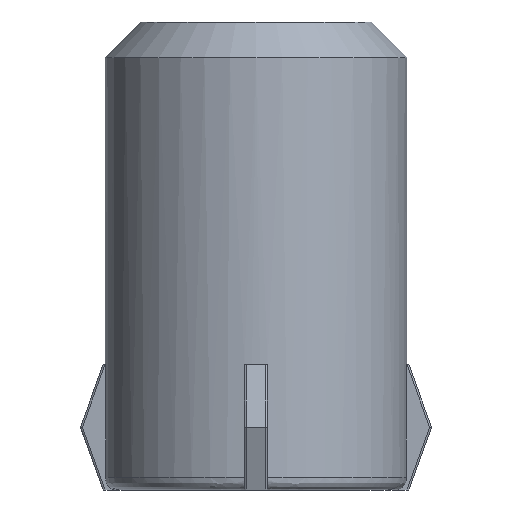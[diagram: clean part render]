
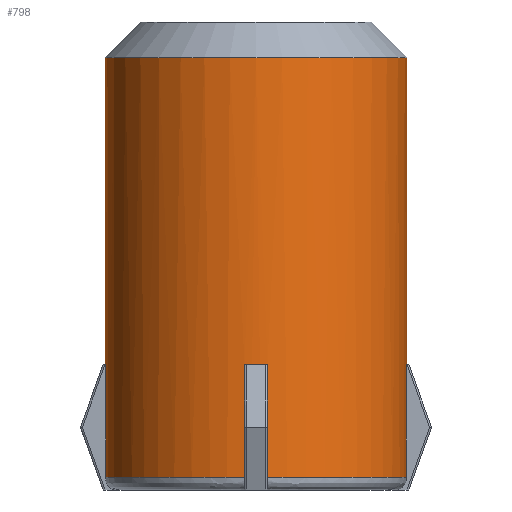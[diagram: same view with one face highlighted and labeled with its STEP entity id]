
A CAD part, front view. The second image highlights one B-rep face of the part: STEP entity #798.
In plain terms, the highlighted cylindrical face has radius 11.79 mm (diameter 23.58 mm), a full revolution.
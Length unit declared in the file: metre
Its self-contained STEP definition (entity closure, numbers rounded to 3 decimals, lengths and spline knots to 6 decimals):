
#20=B_SPLINE_CURVE_WITH_KNOTS('',3,(#1308,#1309,#1310,#1311,#1312),
 .UNSPECIFIED.,.F.,.F.,(4,1,4),(0.,0.5,1.),.UNSPECIFIED.);
#21=B_SPLINE_CURVE_WITH_KNOTS('',3,(#1317,#1318,#1319,#1320,#1321),
 .UNSPECIFIED.,.F.,.F.,(4,1,4),(0.,0.5,1.),.UNSPECIFIED.);
#22=B_SPLINE_CURVE_WITH_KNOTS('',3,(#1326,#1327,#1328,#1329,#1330),
 .UNSPECIFIED.,.F.,.F.,(4,1,4),(0.,0.5,1.),.UNSPECIFIED.);
#23=B_SPLINE_CURVE_WITH_KNOTS('',3,(#1335,#1336,#1337,#1338,#1339),
 .UNSPECIFIED.,.F.,.F.,(4,1,4),(0.,0.5,1.),.UNSPECIFIED.);
#49=CYLINDRICAL_SURFACE('',#886,0.01179);
#119=LINE('',#1286,#187);
#120=LINE('',#1288,#188);
#123=LINE('',#1304,#191);
#124=LINE('',#1314,#192);
#125=LINE('',#1315,#193);
#126=LINE('',#1323,#194);
#127=LINE('',#1324,#195);
#128=LINE('',#1332,#196);
#187=VECTOR('',#1054,1.);
#188=VECTOR('',#1057,1.);
#191=VECTOR('',#1062,1.);
#192=VECTOR('',#1067,1.);
#193=VECTOR('',#1068,1.);
#194=VECTOR('',#1069,1.);
#195=VECTOR('',#1070,1.);
#196=VECTOR('',#1071,1.);
#314=ORIENTED_EDGE('',*,*,#526,.T.);
#315=ORIENTED_EDGE('',*,*,#525,.T.);
#316=ORIENTED_EDGE('',*,*,#527,.T.);
#317=ORIENTED_EDGE('',*,*,#528,.F.);
#318=ORIENTED_EDGE('',*,*,#454,.T.);
#319=ORIENTED_EDGE('',*,*,#529,.T.);
#320=ORIENTED_EDGE('',*,*,#530,.T.);
#321=ORIENTED_EDGE('',*,*,#531,.F.);
#322=ORIENTED_EDGE('',*,*,#460,.T.);
#323=ORIENTED_EDGE('',*,*,#532,.T.);
#324=ORIENTED_EDGE('',*,*,#533,.T.);
#325=ORIENTED_EDGE('',*,*,#534,.F.);
#326=ORIENTED_EDGE('',*,*,#535,.T.);
#327=ORIENTED_EDGE('',*,*,#519,.T.);
#328=ORIENTED_EDGE('',*,*,#536,.T.);
#329=ORIENTED_EDGE('',*,*,#520,.F.);
#330=ORIENTED_EDGE('',*,*,#448,.T.);
#448=EDGE_CURVE('',#565,#566,#642,.T.);
#454=EDGE_CURVE('',#571,#572,#643,.T.);
#460=EDGE_CURVE('',#577,#578,#644,.T.);
#519=EDGE_CURVE('',#619,#621,#119,.T.);
#520=EDGE_CURVE('',#565,#622,#120,.T.);
#525=EDGE_CURVE('',#566,#625,#123,.T.);
#526=EDGE_CURVE('',#626,#626,#645,.F.);
#527=EDGE_CURVE('',#625,#627,#20,.T.);
#528=EDGE_CURVE('',#571,#627,#124,.T.);
#529=EDGE_CURVE('',#572,#628,#125,.T.);
#530=EDGE_CURVE('',#628,#629,#21,.T.);
#531=EDGE_CURVE('',#577,#629,#126,.T.);
#532=EDGE_CURVE('',#578,#630,#127,.T.);
#533=EDGE_CURVE('',#630,#631,#22,.T.);
#534=EDGE_CURVE('',#632,#631,#128,.T.);
#535=EDGE_CURVE('',#632,#619,#646,.T.);
#536=EDGE_CURVE('',#621,#622,#23,.T.);
#565=VERTEX_POINT('',#1137);
#566=VERTEX_POINT('',#1138);
#571=VERTEX_POINT('',#1150);
#572=VERTEX_POINT('',#1151);
#577=VERTEX_POINT('',#1163);
#578=VERTEX_POINT('',#1164);
#619=VERTEX_POINT('',#1278);
#621=VERTEX_POINT('',#1285);
#622=VERTEX_POINT('',#1289);
#625=VERTEX_POINT('',#1303);
#626=VERTEX_POINT('',#1307);
#627=VERTEX_POINT('',#1313);
#628=VERTEX_POINT('',#1316);
#629=VERTEX_POINT('',#1322);
#630=VERTEX_POINT('',#1325);
#631=VERTEX_POINT('',#1331);
#632=VERTEX_POINT('',#1333);
#642=CIRCLE('',#838,0.01179);
#643=CIRCLE('',#842,0.01179);
#644=CIRCLE('',#846,0.01179);
#645=CIRCLE('',#887,0.01179);
#646=CIRCLE('',#888,0.01179);
#673=EDGE_LOOP('',(#314));
#674=EDGE_LOOP('',(#315,#316,#317,#318,#319,#320,#321,#322,#323,#324,#325,
#326,#327,#328,#329,#330));
#725=FACE_BOUND('',#673,.T.);
#726=FACE_BOUND('',#674,.T.);
#798=ADVANCED_FACE('',(#725,#726),#49,.T.);
#838=AXIS2_PLACEMENT_3D('',#1136,#919,#920);
#842=AXIS2_PLACEMENT_3D('',#1149,#930,#931);
#846=AXIS2_PLACEMENT_3D('',#1162,#941,#942);
#886=AXIS2_PLACEMENT_3D('',#1305,#1063,#1064);
#887=AXIS2_PLACEMENT_3D('',#1306,#1065,#1066);
#888=AXIS2_PLACEMENT_3D('',#1334,#1072,#1073);
#919=DIRECTION('',(0.,0.,1.));
#920=DIRECTION('',(1.,0.,0.));
#930=DIRECTION('',(0.,0.,1.));
#931=DIRECTION('',(1.,0.,0.));
#941=DIRECTION('',(0.,0.,1.));
#942=DIRECTION('',(1.,0.,0.));
#1054=DIRECTION('',(0.,0.,-1.));
#1057=DIRECTION('',(0.,0.,-1.));
#1062=DIRECTION('',(0.,0.,-1.));
#1063=DIRECTION('',(0.,0.,-1.));
#1064=DIRECTION('',(-1.,0.,0.));
#1065=DIRECTION('',(0.,0.,1.));
#1066=DIRECTION('',(1.,0.,0.));
#1067=DIRECTION('',(0.,0.,-1.));
#1068=DIRECTION('',(0.,0.,-1.));
#1069=DIRECTION('',(0.,0.,-1.));
#1070=DIRECTION('',(0.,0.,-1.));
#1071=DIRECTION('',(0.,0.,-1.));
#1072=DIRECTION('',(0.,0.,1.));
#1073=DIRECTION('',(1.,0.,0.));
#1136=CARTESIAN_POINT('',(-0.03537,-0.18596,0.0098));
#1137=CARTESIAN_POINT('',(-0.034569,-0.174197,0.0098));
#1138=CARTESIAN_POINT('',(-0.036369,-0.174213,0.0098));
#1149=CARTESIAN_POINT('',(-0.03537,-0.18596,0.0098));
#1150=CARTESIAN_POINT('',(-0.047125,-0.18506,0.0098));
#1151=CARTESIAN_POINT('',(-0.047125,-0.18686,0.0098));
#1162=CARTESIAN_POINT('',(-0.03537,-0.18596,0.0098));
#1163=CARTESIAN_POINT('',(-0.03627,-0.197716,0.0098));
#1164=CARTESIAN_POINT('',(-0.03447,-0.197716,0.0098));
#1278=CARTESIAN_POINT('',(-0.023614,-0.18506,0.0098));
#1285=CARTESIAN_POINT('',(-0.023614,-0.18506,0.001));
#1286=CARTESIAN_POINT('',(-0.023614,-0.18506,0.0098));
#1288=CARTESIAN_POINT('',(-0.034569,-0.174197,0.0098));
#1289=CARTESIAN_POINT('',(-0.034569,-0.174198,0.001));
#1303=CARTESIAN_POINT('',(-0.036369,-0.174213,0.001));
#1304=CARTESIAN_POINT('',(-0.036369,-0.174213,0.0098));
#1305=CARTESIAN_POINT('',(-0.03537,-0.18596,0.0098));
#1306=CARTESIAN_POINT('',(-0.03537,-0.18596,0.0338));
#1307=CARTESIAN_POINT('',(-0.02358,-0.18596,0.0338));
#1308=CARTESIAN_POINT('',(-0.036369,-0.174213,0.001));
#1309=CARTESIAN_POINT('',(-0.039129,-0.174447,0.001));
#1310=CARTESIAN_POINT('',(-0.044462,-0.176944,0.001));
#1311=CARTESIAN_POINT('',(-0.046914,-0.182299,0.001));
#1312=CARTESIAN_POINT('',(-0.047125,-0.18506,0.001));
#1313=CARTESIAN_POINT('',(-0.047125,-0.18506,0.001));
#1314=CARTESIAN_POINT('',(-0.047125,-0.18506,0.0098));
#1315=CARTESIAN_POINT('',(-0.047125,-0.18686,0.0098));
#1316=CARTESIAN_POINT('',(-0.047125,-0.18686,0.001));
#1317=CARTESIAN_POINT('',(-0.047125,-0.18686,0.001));
#1318=CARTESIAN_POINT('',(-0.046913,-0.189638,0.001));
#1319=CARTESIAN_POINT('',(-0.044433,-0.195023,0.001));
#1320=CARTESIAN_POINT('',(-0.039048,-0.197503,0.001));
#1321=CARTESIAN_POINT('',(-0.03627,-0.197716,0.001));
#1322=CARTESIAN_POINT('',(-0.03627,-0.197716,0.001));
#1323=CARTESIAN_POINT('',(-0.03627,-0.197716,0.0098));
#1324=CARTESIAN_POINT('',(-0.03447,-0.197716,0.0098));
#1325=CARTESIAN_POINT('',(-0.03447,-0.197716,0.001));
#1326=CARTESIAN_POINT('',(-0.03447,-0.197716,0.001));
#1327=CARTESIAN_POINT('',(-0.031691,-0.197503,0.001));
#1328=CARTESIAN_POINT('',(-0.026307,-0.195023,0.001));
#1329=CARTESIAN_POINT('',(-0.023827,-0.189638,0.001));
#1330=CARTESIAN_POINT('',(-0.023614,-0.18686,0.001));
#1331=CARTESIAN_POINT('',(-0.023614,-0.18686,0.001));
#1332=CARTESIAN_POINT('',(-0.023614,-0.18686,0.0098));
#1333=CARTESIAN_POINT('',(-0.023614,-0.18686,0.0098));
#1334=CARTESIAN_POINT('',(-0.03537,-0.18596,0.0098));
#1335=CARTESIAN_POINT('',(-0.023614,-0.18506,0.001));
#1336=CARTESIAN_POINT('',(-0.023828,-0.182265,0.001));
#1337=CARTESIAN_POINT('',(-0.026336,-0.17685,0.001));
#1338=CARTESIAN_POINT('',(-0.031772,-0.174388,0.001));
#1339=CARTESIAN_POINT('',(-0.034569,-0.174197,0.001));
